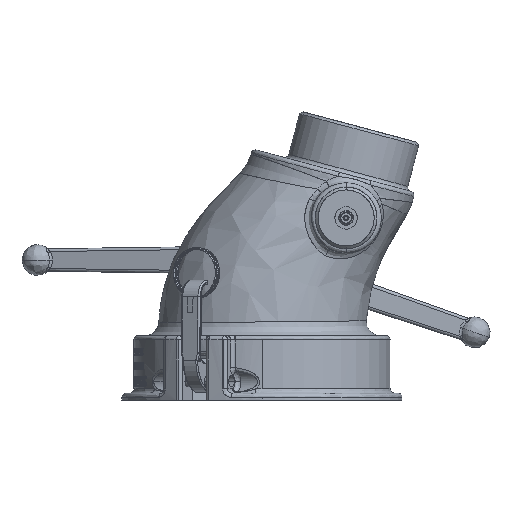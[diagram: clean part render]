
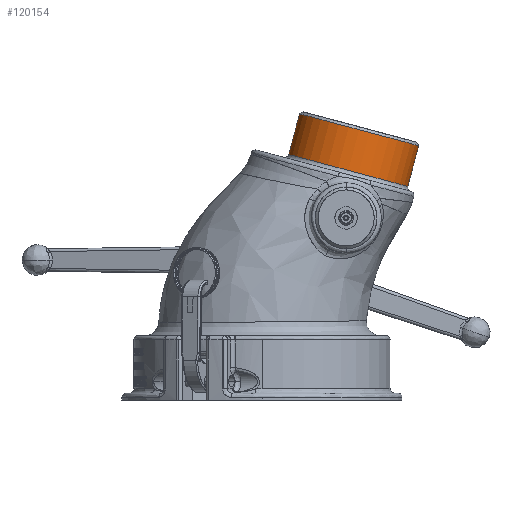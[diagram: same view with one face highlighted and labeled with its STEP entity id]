
A CAD part, left-side view. The second image highlights one B-rep face of the part: STEP entity #120154.
In plain terms, the highlighted cylindrical face has radius 43.94 mm (diameter 87.88 mm), a partial arc.
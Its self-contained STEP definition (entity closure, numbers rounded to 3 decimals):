
#7795 = EDGE_CURVE ( 'NONE', #133261, #133259, #92691, .T. ) ;
#7800 = EDGE_CURVE ( 'NONE', #133262, #133261, #92687, .T. ) ;
#7801 = EDGE_CURVE ( 'NONE', #133259, #133260, #92695, .T. ) ;
#7802 = EDGE_CURVE ( 'NONE', #133260, #133262, #92697, .T. ) ;
#22801 = ORIENTED_EDGE ( 'NONE', *, *, #7802, .F. ) ;
#22804 = ORIENTED_EDGE ( 'NONE', *, *, #7800, .F. ) ;
#22806 = ORIENTED_EDGE ( 'NONE', *, *, #7801, .F. ) ;
#22808 = ORIENTED_EDGE ( 'NONE', *, *, #7795, .F. ) ;
#49908 = CARTESIAN_POINT ( 'NONE',  ( 0., -19.087, 175.322 ) ) ;
#49910 = CARTESIAN_POINT ( 'NONE',  ( 0., -26.852, 204.299 ) ) ;
#49912 = CARTESIAN_POINT ( 'NONE',  ( 0., -103.972, 152.577 ) ) ;
#49914 = CARTESIAN_POINT ( 'NONE',  ( 0., -111.737, 181.554 ) ) ;
#92683 = VECTOR ( 'NONE', #113535, 1000. ) ;
#92687 = LINE ( 'NONE', #113530, #92683 ) ;
#92691 = CIRCLE ( 'NONE', #105441, 43.94 ) ;
#92695 = LINE ( 'NONE', #113536, #92696 ) ;
#92696 = VECTOR ( 'NONE', #113537, 1000. ) ;
#92697 = CIRCLE ( 'NONE', #105436, 43.94 ) ;
#105436 = AXIS2_PLACEMENT_3D ( 'NONE', #113531, #113539, #113540 ) ;
#105441 = AXIS2_PLACEMENT_3D ( 'NONE', #113519, #113521, #113522 ) ;
#109257 = AXIS2_PLACEMENT_3D ( 'NONE', #126708, #126700, #126699 ) ;
#111211 = CYLINDRICAL_SURFACE ( 'NONE', #109257, 43.94 ) ;
#111220 = FACE_OUTER_BOUND ( 'NONE', #122853, .T. ) ;
#113519 = CARTESIAN_POINT ( 'NONE',  ( 0., -61.53, 163.949 ) ) ;
#113521 = DIRECTION ( 'NONE',  ( 0., 0.259, -0.966 ) ) ;
#113522 = DIRECTION ( 'NONE',  ( 0., -0.966, -0.259 ) ) ;
#113530 = CARTESIAN_POINT ( 'NONE',  ( 0., -107.855, 167.065 ) ) ;
#113531 = CARTESIAN_POINT ( 'NONE',  ( 0., -69.294, 192.927 ) ) ;
#113535 = DIRECTION ( 'NONE',  ( 0., 0.259, -0.966 ) ) ;
#113536 = CARTESIAN_POINT ( 'NONE',  ( 0., -22.969, 189.81 ) ) ;
#113537 = DIRECTION ( 'NONE',  ( 0., -0.259, 0.966 ) ) ;
#113539 = DIRECTION ( 'NONE',  ( 0., -0.259, 0.966 ) ) ;
#113540 = DIRECTION ( 'NONE',  ( 0., -0.966, -0.259 ) ) ;
#120154 = ADVANCED_FACE ( 'NONE', ( #111220 ), #111211, .T. ) ;
#122853 = EDGE_LOOP ( 'NONE', ( #22804, #22801, #22806, #22808 ) ) ;
#126699 = DIRECTION ( 'NONE',  ( 0., -0.966, -0.259 ) ) ;
#126700 = DIRECTION ( 'NONE',  ( 0., -0.259, 0.966 ) ) ;
#126708 = CARTESIAN_POINT ( 'NONE',  ( 0., -61.53, 163.949 ) ) ;
#133259 = VERTEX_POINT ( 'NONE', #49908 ) ;
#133260 = VERTEX_POINT ( 'NONE', #49910 ) ;
#133261 = VERTEX_POINT ( 'NONE', #49912 ) ;
#133262 = VERTEX_POINT ( 'NONE', #49914 ) ;
